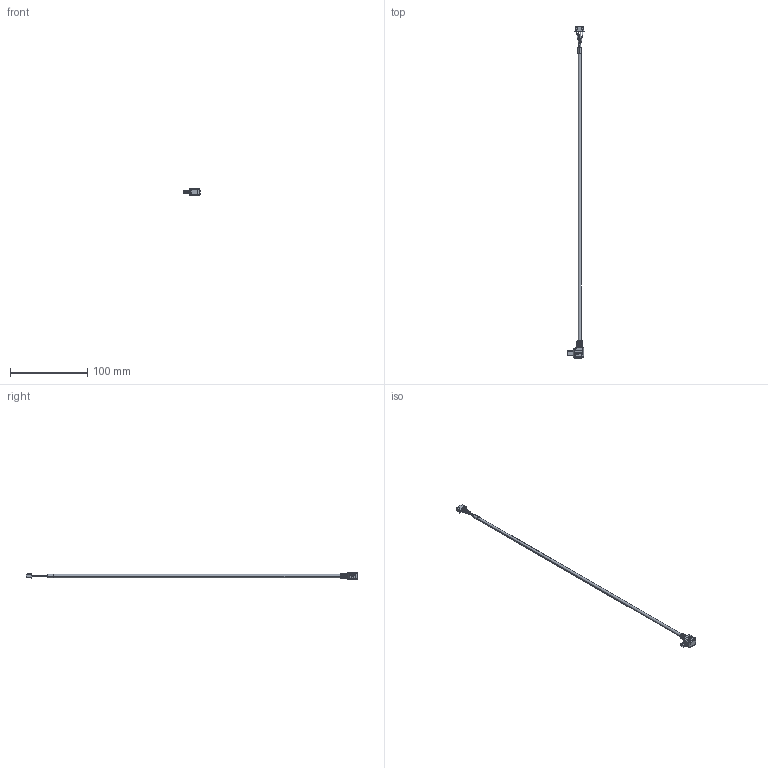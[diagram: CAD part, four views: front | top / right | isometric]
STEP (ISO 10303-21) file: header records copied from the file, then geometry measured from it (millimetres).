
FILE_DESCRIPTION (( 'STEP AP214' ), '1' );
FILE_NAME ('1998-E.STEP', '2016-08-25T14:10:05', ( '' ), ( '' ), 'SwSTEP 2.0', 'SolidWorks 2015', '' );
FILE_SCHEMA (( 'AUTOMOTIVE_DESIGN' ));
Length unit declared in the file: millimetre
Products named in the file (10): XHP-4; USB panel Cable_cable; USB panel Cable; MTN-626_RIGHT; MTN-626; 1AA05-016_crimped; 1AA05-016-MA3; 1AA05-016-MA1; MTN-627; 1998-E
Assembly tree (9 placements, depth 4):
  1998-E
    MTN-626_RIGHT
      MTN-627
      1AA05-016_crimped
        1AA05-016-MA1
        1AA05-016-MA3
      MTN-626
    USB panel Cable
    USB panel Cable_cable
    XHP-4
Bounding box: 21.75 x 430.19 x 8.69 mm (x, y, z)
Volume: 5830.4 mm3; surface area: 29278.1 mm2
Topology: 19 solids, 19 shells, 491 faces, 1287 edges, 825 vertices
Faces by surface type: plane 335, cylinder 92, bspline 56, sphere 8
Entity records: 18278 total; most frequent: CARTESIAN_POINT 4711, ORIENTED_EDGE 2546, DIRECTION 2098, EDGE_CURVE 1273, LINE 954, VECTOR 954, VERTEX_POINT 823, AXIS2_PLACEMENT_3D 572
